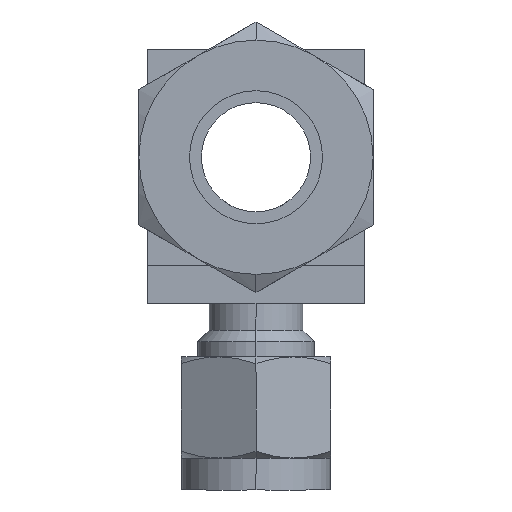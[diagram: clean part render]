
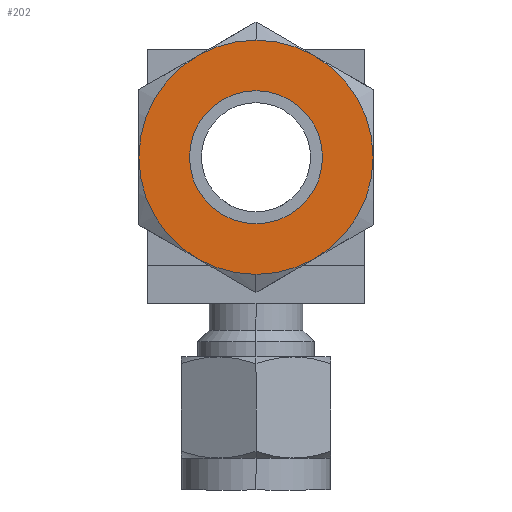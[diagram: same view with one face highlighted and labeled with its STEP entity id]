
A CAD part, left-side view. The second image highlights one B-rep face of the part: STEP entity #202.
In plain terms, the highlighted planar face has unit normal (-1, 0, 0).
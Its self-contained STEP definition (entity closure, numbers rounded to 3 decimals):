
#54=CARTESIAN_POINT('POINT6',(0.,0.,-6.35)
   );
#55=VERTEX_POINT('VERTEX6',#54);
#62=CARTESIAN_POINT('POINT7',(0.,
   0.,6.35));
#63=VERTEX_POINT('VERTEX7',#62);
#64=CARTESIAN_POINT('POS7',(0.,0.,0.));
#65=DIRECTION('DIR10',(1.,0.,0.));
#66=DIRECTION('DIR11',(0.,0.,-1.));
#67=AXIS2_PLACEMENT_3D('AXIS4',#64,#65,#66);
#68=CIRCLE('ELLIPSE3',#67,6.35);
#69=EDGE_CURVE('EDGE8',#63,#55,#68,.T.);
#98=EDGE_CURVE('EDGE12',#55,#63,#68,.T.);
#178=ORIENTED_EDGE('COEDGE29',*,*,#98,.T.);
#179=ORIENTED_EDGE('COEDGE30',*,*,#69,.T.);
#180=EDGE_LOOP('NONE',(#178,#179));
#181=FACE_BOUND('LOOP1',#180,.T.);
#182=CARTESIAN_POINT('POINT15',(0.,
   0.,11.176));
#183=VERTEX_POINT('VERTEX15',#182);
#184=CARTESIAN_POINT('POINT16',(0.,
   0.,-11.176));
#185=VERTEX_POINT('VERTEX16',#184);
#186=CARTESIAN_POINT('POS17',(0.,0.,0.))
   ;
#187=DIRECTION('DIR29',(1.,0.,0.));
#188=DIRECTION('DIR30',(0.,0.,1.));
#189=AXIS2_PLACEMENT_3D('AXIS13',#186,#187,#188);
#190=CIRCLE('ELLIPSE8',#189,11.176);
#191=EDGE_CURVE('EDGE19',#183,#185,#190,.T.);
#192=ORIENTED_EDGE('COEDGE31',*,*,#191,.F.);
#193=EDGE_CURVE('EDGE20',#185,#183,#190,.T.);
#194=ORIENTED_EDGE('COEDGE32',*,*,#193,.F.);
#195=EDGE_LOOP('NONE',(#192,#194));
#196=FACE_BOUND('LOOP1',#195,.T.);
#197=CARTESIAN_POINT('POS18',(0.,0.,
   5.588));
#198=DIRECTION('DIR31',(-1.,0.,0.));
#199=DIRECTION('DIR32',(0.,1.,0.));
#200=AXIS2_PLACEMENT_3D('AXIS14',#197,#198,#199);
#201=PLANE('PLANE4',#200);
#202=ADVANCED_FACE('FACE8',(#181,#196),#201,.T.);
